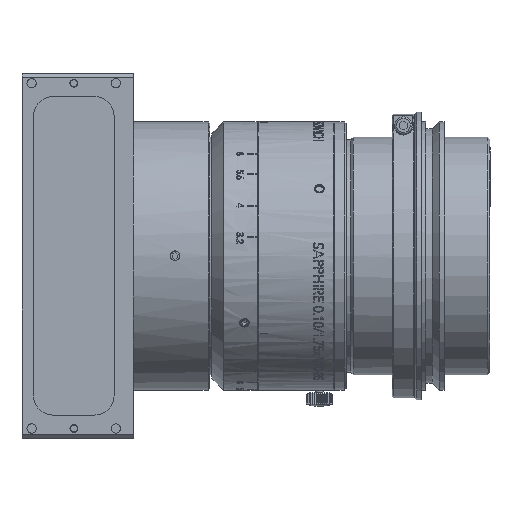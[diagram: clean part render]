
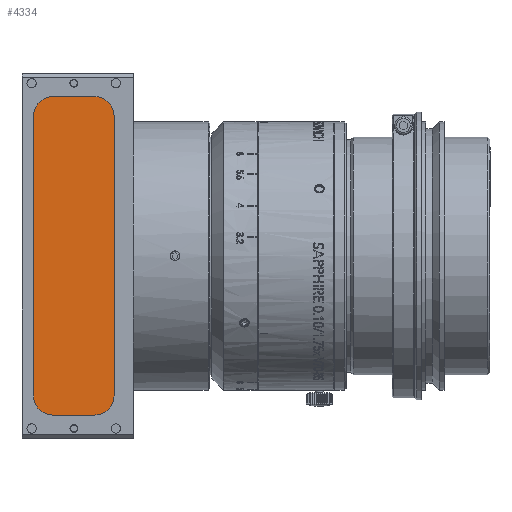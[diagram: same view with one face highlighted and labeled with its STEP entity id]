
A CAD part, top view. The second image highlights one B-rep face of the part: STEP entity #4334.
In plain terms, the highlighted planar face has unit normal (0, 0, 1).
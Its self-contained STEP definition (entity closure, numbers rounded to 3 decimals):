
#414=PLANE('',#17601);
#1233=LINE('',#31018,#2273);
#1234=LINE('',#31022,#2274);
#1235=LINE('',#31026,#2275);
#1236=LINE('',#31030,#2276);
#2273=VECTOR('',#19987,1.);
#2274=VECTOR('',#19990,1.);
#2275=VECTOR('',#19993,1.);
#2276=VECTOR('',#19996,1.);
#3008=CIRCLE('',#17597,5.);
#3009=CIRCLE('',#17598,5.);
#3010=CIRCLE('',#17599,5.);
#3011=CIRCLE('',#17600,5.);
#3579=FACE_OUTER_BOUND('',#6199,.T.);
#4334=ADVANCED_FACE('',(#3579),#414,.F.);
#6199=EDGE_LOOP('',(#9781,#9782,#9783,#9784,#9785,#9786,#9787,#9788));
#9781=ORIENTED_EDGE('',*,*,#15143,.T.);
#9782=ORIENTED_EDGE('',*,*,#15144,.T.);
#9783=ORIENTED_EDGE('',*,*,#15145,.T.);
#9784=ORIENTED_EDGE('',*,*,#15146,.T.);
#9785=ORIENTED_EDGE('',*,*,#15147,.T.);
#9786=ORIENTED_EDGE('',*,*,#15148,.T.);
#9787=ORIENTED_EDGE('',*,*,#15149,.T.);
#9788=ORIENTED_EDGE('',*,*,#15150,.T.);
#12984=VERTEX_POINT('',#31016);
#12985=VERTEX_POINT('',#31017);
#12986=VERTEX_POINT('',#31019);
#12987=VERTEX_POINT('',#31021);
#12988=VERTEX_POINT('',#31023);
#12989=VERTEX_POINT('',#31025);
#12990=VERTEX_POINT('',#31027);
#12991=VERTEX_POINT('',#31029);
#15143=EDGE_CURVE('',#12984,#12985,#3008,.T.);
#15144=EDGE_CURVE('',#12985,#12986,#1233,.T.);
#15145=EDGE_CURVE('',#12986,#12987,#3009,.T.);
#15146=EDGE_CURVE('',#12987,#12988,#1234,.T.);
#15147=EDGE_CURVE('',#12988,#12989,#3010,.T.);
#15148=EDGE_CURVE('',#12989,#12990,#1235,.T.);
#15149=EDGE_CURVE('',#12990,#12991,#3011,.T.);
#15150=EDGE_CURVE('',#12991,#12984,#1236,.T.);
#17597=AXIS2_PLACEMENT_3D('',#31015,#19985,#19986);
#17598=AXIS2_PLACEMENT_3D('',#31020,#19988,#19989);
#17599=AXIS2_PLACEMENT_3D('',#31024,#19991,#19992);
#17600=AXIS2_PLACEMENT_3D('',#31028,#19994,#19995);
#17601=AXIS2_PLACEMENT_3D('',#31031,#19997,#19998);
#19985=DIRECTION('',(0.,0.,1.));
#19986=DIRECTION('',(-1.,0.,0.));
#19987=DIRECTION('',(0.,1.,0.));
#19988=DIRECTION('',(0.,0.,1.));
#19989=DIRECTION('',(-1.,0.,0.));
#19990=DIRECTION('',(-1.,0.,0.));
#19991=DIRECTION('',(0.,0.,1.));
#19992=DIRECTION('',(-1.,0.,0.));
#19993=DIRECTION('',(0.,-1.,0.));
#19994=DIRECTION('',(0.,0.,1.));
#19995=DIRECTION('',(-1.,0.,0.));
#19996=DIRECTION('',(1.,0.,0.));
#19997=DIRECTION('',(0.,0.,-1.));
#19998=DIRECTION('',(-1.,0.,0.));
#31015=CARTESIAN_POINT('',(-300.06,-36.5,15.));
#31016=CARTESIAN_POINT('',(-300.06,-41.5,15.));
#31017=CARTESIAN_POINT('',(-295.06,-36.5,15.));
#31018=CARTESIAN_POINT('',(-295.06,-39.,15.));
#31019=CARTESIAN_POINT('',(-295.06,36.5,15.));
#31020=CARTESIAN_POINT('',(-300.06,36.5,15.));
#31021=CARTESIAN_POINT('',(-300.06,41.5,15.));
#31022=CARTESIAN_POINT('',(-299.56,41.5,15.));
#31023=CARTESIAN_POINT('',(-311.06,41.5,15.));
#31024=CARTESIAN_POINT('',(-311.06,36.5,15.));
#31025=CARTESIAN_POINT('',(-316.06,36.5,15.));
#31026=CARTESIAN_POINT('',(-316.06,39.,15.));
#31027=CARTESIAN_POINT('',(-316.06,-36.5,15.));
#31028=CARTESIAN_POINT('',(-311.06,-36.5,15.));
#31029=CARTESIAN_POINT('',(-311.06,-41.5,15.));
#31030=CARTESIAN_POINT('',(-311.56,-41.5,15.));
#31031=CARTESIAN_POINT('',(0.,0.,15.));
